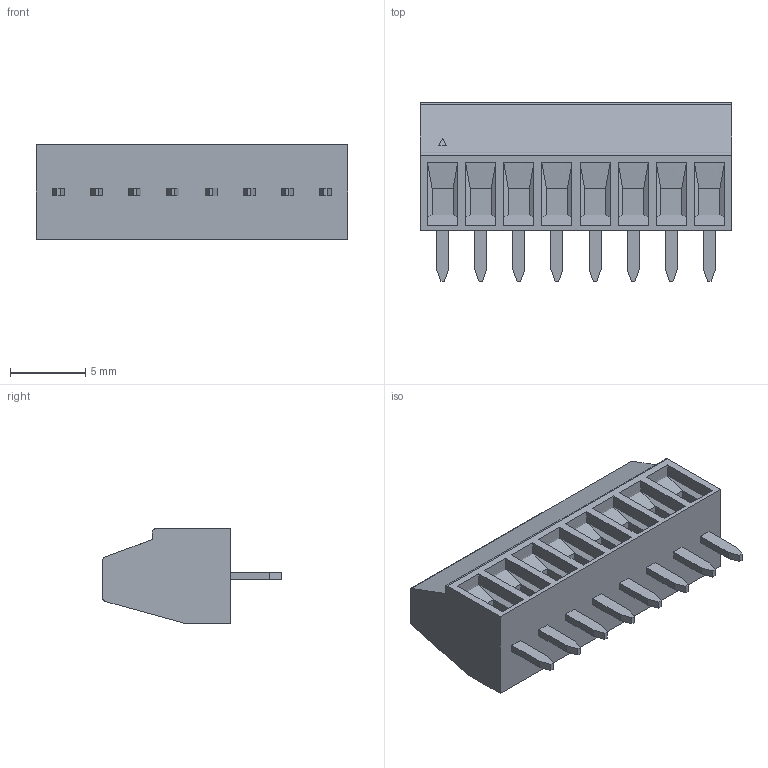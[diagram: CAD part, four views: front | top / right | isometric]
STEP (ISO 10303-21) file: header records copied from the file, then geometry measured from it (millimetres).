
FILE_DESCRIPTION (( 'STEP AP214' ), '1' );
FILE_NAME ('DG308-2.54-08P-14-00AH.STEP', '2021-01-03T21:11:54', ( '' ), ( '' ), 'SwSTEP 2.0', 'SolidWorks 2020', '' );
FILE_SCHEMA (( 'AUTOMOTIVE_DESIGN' ));
Length unit declared in the file: millimetre
Products named in the file (1): DG308-2.54-08P-14-00AH
Bounding box: 20.77 x 11.9 x 6.27 mm (x, y, z)
Volume: 775.9 mm3; surface area: 1150.3 mm2
Topology: 1 solids, 1 shells, 711 faces, 1863 edges, 1218 vertices
Faces by surface type: plane 380, bspline 240, cylinder 51, torus 40
Entity records: 39285 total; most frequent: CARTESIAN_POINT 17809, ORIENTED_EDGE 3726, DIRECTION 2541, EDGE_CURVE 1863, VERTEX_POINT 1218, VECTOR 1137, LINE 1137, EDGE_LOOP 775
